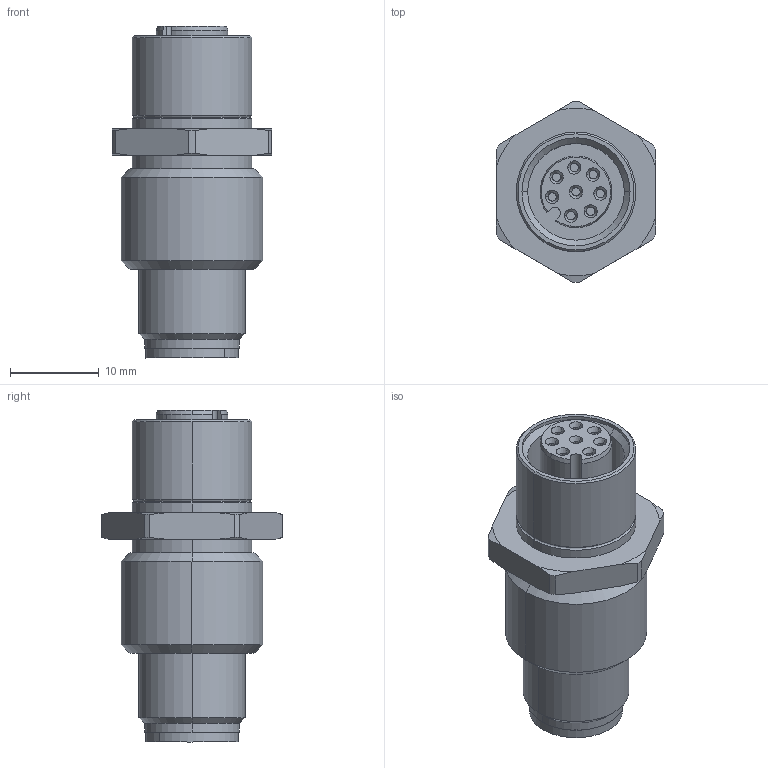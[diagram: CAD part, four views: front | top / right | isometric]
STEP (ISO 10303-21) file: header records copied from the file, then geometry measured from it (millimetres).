
FILE_DESCRIPTION(/* description */ ('Alibre Inc.'),/* implementation_level */ '2;1');
FILE_NAME(/* name */ 'export-6A047E95-8047-4A46-9A99-2E3957589559',/* time_stamp */ '2022-10-24T09:45:57+02:00',/* author */ (''),/* organization */ (''),/* preprocessor_version */ 'ST-DEVELOPER v17',/* originating_system */ 'Alibre',/* authorisation */ '');
FILE_SCHEMA (('AUTOMOTIVE_DESIGN'));
Length unit declared in the file: millimetre
Products named in the file (2): SACC-8P-DSI-M12MS-FS-M16
Bounding box: 18 x 20.4 x 37.5 mm (x, y, z)
Volume: 5133.3 mm3; surface area: 3240.7 mm2
Topology: 1 solids, 1 shells, 189 faces, 461 edges, 306 vertices
Faces by surface type: cylinder 80, plane 45, cone 40, torus 24
Entity records: 5854 total; most frequent: CARTESIAN_POINT 1028, DIRECTION 1025, ORIENTED_EDGE 922, AXIS2_PLACEMENT_3D 478, EDGE_CURVE 461, VERTEX_POINT 306, CIRCLE 287, EDGE_LOOP 221
